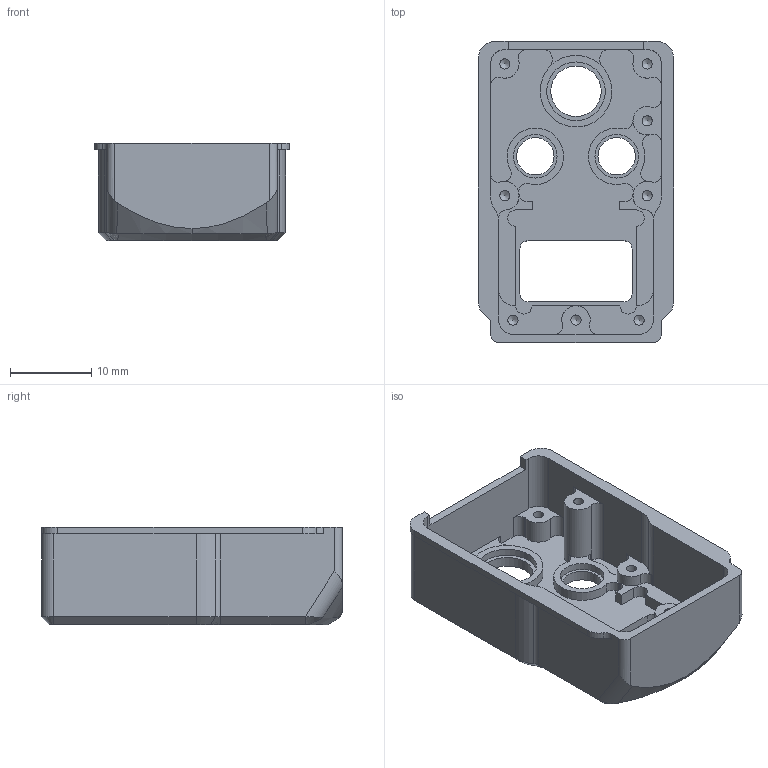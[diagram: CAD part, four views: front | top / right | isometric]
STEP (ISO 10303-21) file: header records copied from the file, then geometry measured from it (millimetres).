
FILE_DESCRIPTION(('HOOPS Exchange Step'),'2;1');
FILE_NAME('temp_export','2022-11-10T11:37:03+01:00',('mobile'),('Shapr3D Limited'),'HOOPS Exchange 2022.1','Shapr3D','Authorized');
FILE_SCHEMA( ('AUTOMOTIVE_DESIGN { 1 0 10303 214 1 1 1 1 }') );
Length unit declared in the file: millimetre
Products named in the file (2): EX-RV1K-02 BASTIDOR DE ELECTRONICA_31-10.stp; root
Assembly tree (1 placements, depth 2):
  root
    EX-RV1K-02 BASTIDOR DE ELECTRONICA_31-10.stp
Bounding box: 24 x 37 x 12 mm (x, y, z)
Volume: 2450.8 mm3; surface area: 4264.1 mm2
Topology: 1 solids, 1 shells, 189 faces, 546 edges, 363 vertices
Faces by surface type: cylinder 102, plane 68, cone 17, bspline 2
Full cylindrical faces by diameter (mm): 1.25 x8, 4.6 x2, 5.35 x2, 6.2 x1, 7.2 x1
Entity records: 7037 total; most frequent: CARTESIAN_POINT 1828, DIRECTION 1127, ORIENTED_EDGE 1076, EDGE_CURVE 538, AXIS2_PLACEMENT_3D 427, VERTEX_POINT 363, VECTOR 273, LINE 273
